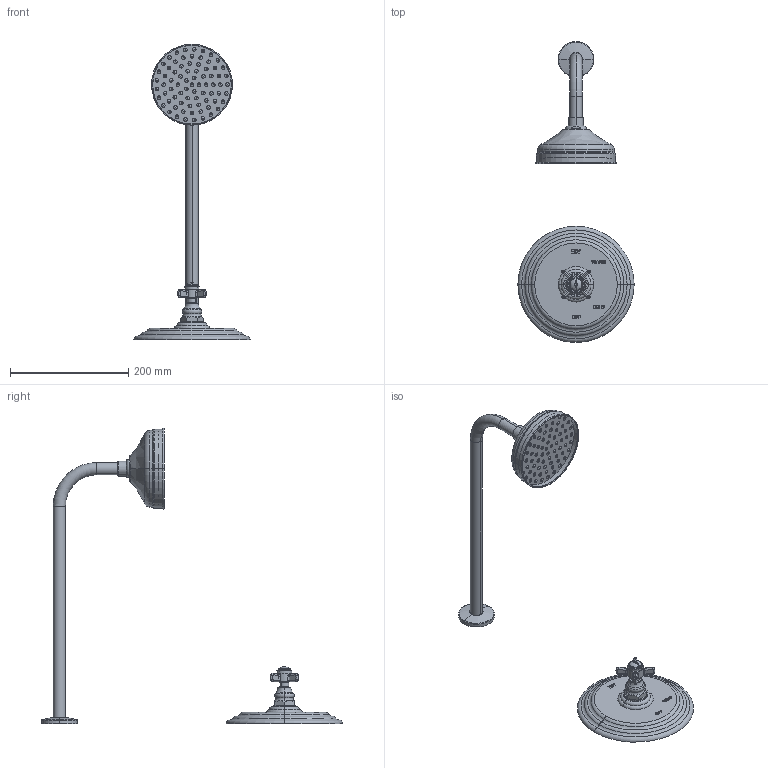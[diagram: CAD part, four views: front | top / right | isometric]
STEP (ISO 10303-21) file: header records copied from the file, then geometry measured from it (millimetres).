
FILE_DESCRIPTION((''),'2;1');
FILE_NAME('3-1004BP','2021-05-26T14:14:59',('jinson.thomas'),(''),'CREO PARAMETRIC BY PTC INC, 2018400','CREO PARAMETRIC BY PTC INC, 2018400','');
FILE_SCHEMA(('CONFIG_CONTROL_DESIGN'));
Length unit declared in the file: inch
Products named in the file (1): 3-1004BP
Bounding box: 196.85 x 509.65 x 500.4 mm (x, y, z)
Volume: 1161668.2 mm3; surface area: 165536.4 mm2
Topology: 2 solids, 2 shells, 1038 faces, 2273 edges, 1421 vertices
Faces by surface type: plane 332, cone 316, cylinder 196, extrusion 80, torus 60, bspline 48, sphere 6
Entity records: 32207 total; most frequent: CARTESIAN_POINT 9066, DIRECTION 5015, ORIENTED_EDGE 4542, EDGE_CURVE 2271, AXIS2_PLACEMENT_3D 1996, VERTEX_POINT 1421, EDGE_LOOP 1222, CIRCLE 1086
